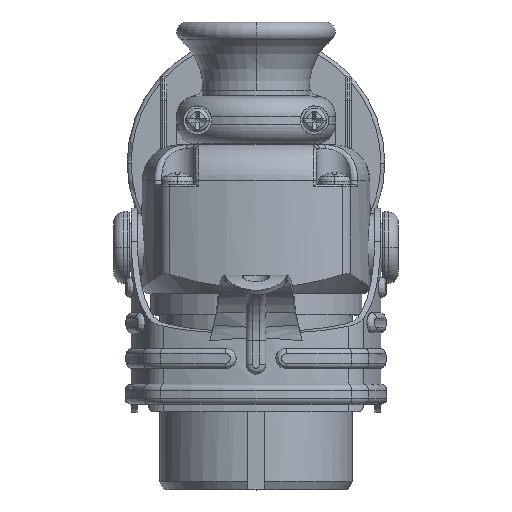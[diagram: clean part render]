
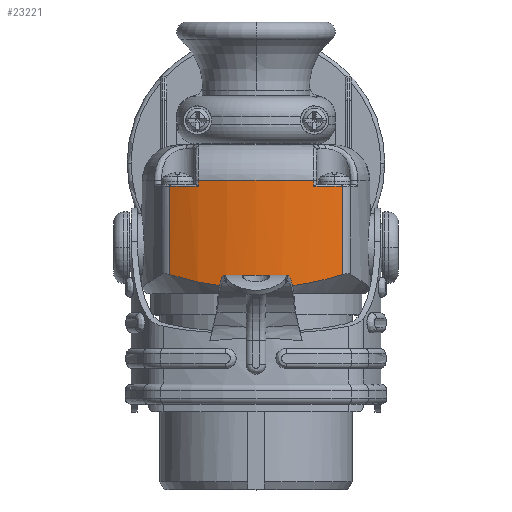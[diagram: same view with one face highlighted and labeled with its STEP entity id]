
A CAD part, top view. The second image highlights one B-rep face of the part: STEP entity #23221.
In plain terms, the highlighted cylindrical face has radius 50.296 mm (diameter 100.593 mm), a partial arc.
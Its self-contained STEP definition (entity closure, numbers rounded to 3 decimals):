
#1731=DIRECTION('',(0.,-1.,0.));
#1732=VECTOR('',#1731,22.221);
#1733=CARTESIAN_POINT('',(58.644,76.5,-32.857));
#1734=LINE('',#1733,#1732);
#1735=DIRECTION('',(0.,-1.,0.));
#1736=VECTOR('',#1735,22.221);
#1737=CARTESIAN_POINT('',(15.156,76.5,-32.857));
#1738=LINE('',#1737,#1736);
#2651=CARTESIAN_POINT('',(36.9,76.5,-78.21));
#2652=DIRECTION('',(0.,1.,0.));
#2653=DIRECTION('',(0.29,0.,0.957));
#2654=AXIS2_PLACEMENT_3D('',#2651,#2652,#2653);
#2698=DIRECTION('',(0.,1.,0.));
#2699=VECTOR('',#2698,1.5);
#2700=CARTESIAN_POINT('',(51.489,76.5,-30.077));
#2701=LINE('',#2700,#2699);
#2706=CARTESIAN_POINT('',(51.489,78.,-30.077));
#2766=CARTESIAN_POINT('',(36.9,78.,-78.21));
#2767=DIRECTION('',(0.,1.,0.));
#2768=DIRECTION('',(-0.29,0.,0.957));
#2769=AXIS2_PLACEMENT_3D('',#2766,#2767,#2768);
#2835=CARTESIAN_POINT('',(22.311,78.,-30.077));
#2872=DIRECTION('',(0.,-1.,0.));
#2873=VECTOR('',#2872,1.5);
#2874=CARTESIAN_POINT('',(22.311,78.,-30.077));
#2875=LINE('',#2874,#2873);
#2907=CARTESIAN_POINT('',(36.9,76.5,-78.21));
#2908=DIRECTION('',(0.,1.,0.));
#2909=DIRECTION('',(-0.432,0.,0.902));
#2910=AXIS2_PLACEMENT_3D('',#2907,#2908,#2909);
#3025=CARTESIAN_POINT('',(15.156,54.279,-32.857));
#3027=CARTESIAN_POINT('',(15.156,54.279,-32.857));
#3028=CARTESIAN_POINT('',(15.6,54.138,-32.644));
#3029=CARTESIAN_POINT('',(16.501,53.859,-32.229));
#3030=CARTESIAN_POINT('',(17.897,53.455,-31.634));
#3031=CARTESIAN_POINT('',(19.315,53.074,-31.08));
#3032=CARTESIAN_POINT('',(20.735,52.722,-30.575));
#3033=CARTESIAN_POINT('',(22.14,52.403,-30.121));
#3034=CARTESIAN_POINT('',(23.545,52.113,-29.712));
#3035=CARTESIAN_POINT('',(24.962,51.849,-29.344));
#3036=CARTESIAN_POINT('',(26.405,51.61,-29.014));
#3037=CARTESIAN_POINT('',(27.888,51.396,-28.72));
#3038=CARTESIAN_POINT('',(29.397,51.211,-28.469));
#3039=CARTESIAN_POINT('',(30.919,51.059,-28.263));
#3040=CARTESIAN_POINT('',(32.442,50.942,-28.104));
#3041=CARTESIAN_POINT('',(33.957,50.859,-27.993));
#3042=CARTESIAN_POINT('',(35.451,50.81,-27.928));
#3043=CARTESIAN_POINT('',(36.421,50.8,-27.914));
#3044=CARTESIAN_POINT('',(36.9,50.8,-27.914));
#3070=CARTESIAN_POINT('',(36.9,50.8,-27.914));
#3071=CARTESIAN_POINT('',(37.38,50.8,-27.914));
#3072=CARTESIAN_POINT('',(38.338,50.81,-27.928));
#3073=CARTESIAN_POINT('',(39.771,50.856,-27.989));
#3074=CARTESIAN_POINT('',(41.2,50.932,-28.092));
#3075=CARTESIAN_POINT('',(42.627,51.038,-28.234));
#3076=CARTESIAN_POINT('',(44.055,51.174,-28.419));
#3077=CARTESIAN_POINT('',(45.488,51.341,-28.646));
#3078=CARTESIAN_POINT('',(46.93,51.539,-28.917));
#3079=CARTESIAN_POINT('',(48.386,51.77,-29.236));
#3080=CARTESIAN_POINT('',(49.859,52.035,-29.604));
#3081=CARTESIAN_POINT('',(51.341,52.334,-30.024));
#3082=CARTESIAN_POINT('',(52.827,52.666,-30.494));
#3083=CARTESIAN_POINT('',(54.311,53.029,-31.015));
#3084=CARTESIAN_POINT('',(55.785,53.422,-31.585));
#3085=CARTESIAN_POINT('',(57.236,53.84,-32.2));
#3086=CARTESIAN_POINT('',(58.179,54.131,-32.634));
#3087=CARTESIAN_POINT('',(58.644,54.279,-32.857));
#3089=CARTESIAN_POINT('',(58.644,54.279,-32.857));
#17931=VERTEX_POINT('',#3089);
#17939=VERTEX_POINT('',#3025);
#17940=VERTEX_POINT('',#3044);
#20589=VERTEX_POINT('',#2706);
#20618=VERTEX_POINT('',#2835);
#20654=CARTESIAN_POINT('',(58.644,76.5,-32.857));
#20655=VERTEX_POINT('',#20654);
#20656=CARTESIAN_POINT('',(51.489,76.5,-30.077));
#20657=VERTEX_POINT('',#20656);
#20658=CARTESIAN_POINT('',(15.156,76.5,-32.857));
#20659=CARTESIAN_POINT('',(22.311,76.5,-30.077));
#20660=VERTEX_POINT('',#20658);
#20661=VERTEX_POINT('',#20659);
#23197=CARTESIAN_POINT('',(36.9,49.5,-78.21));
#23198=DIRECTION('',(0.,1.,0.));
#23199=DIRECTION('',(0.,0.,1.));
#23200=AXIS2_PLACEMENT_3D('',#23197,#23198,#23199);
#23201=CYLINDRICAL_SURFACE('',#23200,50.296);
#23203=ORIENTED_EDGE('',*,*,#23202,.F.);
#23205=ORIENTED_EDGE('',*,*,#23204,.T.);
#23207=ORIENTED_EDGE('',*,*,#23206,.F.);
#23209=ORIENTED_EDGE('',*,*,#23208,.T.);
#23211=ORIENTED_EDGE('',*,*,#23210,.F.);
#23213=ORIENTED_EDGE('',*,*,#23212,.T.);
#23214=ORIENTED_EDGE('',*,*,#23187,.T.);
#23216=ORIENTED_EDGE('',*,*,#23215,.F.);
#23218=ORIENTED_EDGE('',*,*,#23217,.F.);
#23219=EDGE_LOOP('',(#23203,#23205,#23207,#23209,#23211,#23213,#23214,#23216,
#23218));
#23220=FACE_OUTER_BOUND('',#23219,.F.);
#23221=ADVANCED_FACE('',(#23220),#23201,.T.);
#2655=CIRCLE('',#2654,50.296);
#2770=CIRCLE('',#2769,50.296);
#2911=CIRCLE('',#2910,50.296);
#3045=B_SPLINE_CURVE_WITH_KNOTS('',3,(#3027,#3028,#3029,#3030,#3031,#3032,#3033,
#3034,#3035,#3036,#3037,#3038,#3039,#3040,#3041,#3042,#3043,#3044),
.UNSPECIFIED.,.F.,.F.,(4,1,1,1,1,1,1,1,1,1,1,1,1,1,1,4),(0.,0.067,
0.133,0.2,0.267,0.333,0.4,
0.467,0.533,0.6,0.667,0.733,
0.8,0.867,0.933,1.),.UNSPECIFIED.);
#3088=B_SPLINE_CURVE_WITH_KNOTS('',3,(#3070,#3071,#3072,#3073,#3074,#3075,#3076,
#3077,#3078,#3079,#3080,#3081,#3082,#3083,#3084,#3085,#3086,#3087),
.UNSPECIFIED.,.F.,.F.,(4,1,1,1,1,1,1,1,1,1,1,1,1,1,1,4),(0.,0.067,
0.133,0.2,0.267,0.333,0.4,
0.467,0.533,0.6,0.667,0.733,
0.8,0.867,0.933,1.),.UNSPECIFIED.);
#23187=EDGE_CURVE('',#20655,#17931,#1734,.T.);
#23202=EDGE_CURVE('',#20660,#17939,#1738,.T.);
#23204=EDGE_CURVE('',#20660,#20661,#2911,.T.);
#23206=EDGE_CURVE('',#20618,#20661,#2875,.T.);
#23208=EDGE_CURVE('',#20618,#20589,#2770,.T.);
#23210=EDGE_CURVE('',#20657,#20589,#2701,.T.);
#23212=EDGE_CURVE('',#20657,#20655,#2655,.T.);
#23215=EDGE_CURVE('',#17940,#17931,#3088,.T.);
#23217=EDGE_CURVE('',#17939,#17940,#3045,.T.);
